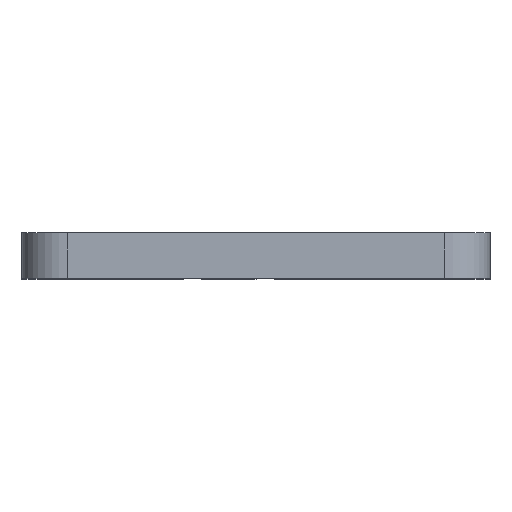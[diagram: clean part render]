
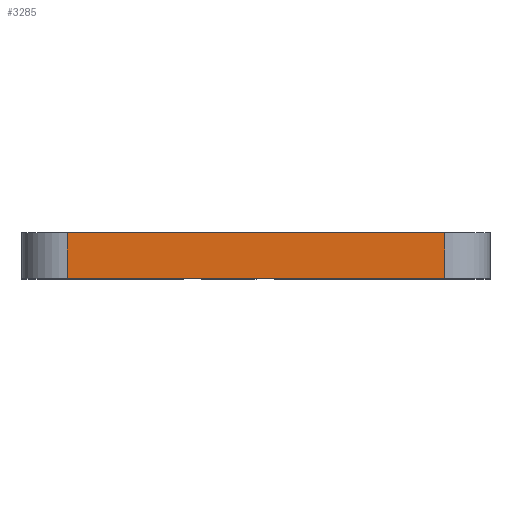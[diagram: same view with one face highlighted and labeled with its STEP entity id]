
A CAD part, top view. The second image highlights one B-rep face of the part: STEP entity #3285.
In plain terms, the highlighted planar face has unit normal (0, 0, 1).
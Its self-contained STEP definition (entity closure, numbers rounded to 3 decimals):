
#112=DIRECTION('',(1.,0.,0.));
#113=VECTOR('',#112,20.8);
#114=CARTESIAN_POINT('',(-10.4,0.,14.4));
#115=LINE('',#114,#113);
#471=DIRECTION('',(1.,0.,0.));
#472=VECTOR('',#471,20.8);
#473=CARTESIAN_POINT('',(-10.4,2.5,14.4));
#474=LINE('',#473,#472);
#860=DIRECTION('',(0.,-1.,0.));
#861=VECTOR('',#860,2.5);
#862=CARTESIAN_POINT('',(-10.4,2.5,14.4));
#863=LINE('',#862,#861);
#864=DIRECTION('',(0.,-1.,0.));
#865=VECTOR('',#864,2.5);
#866=CARTESIAN_POINT('',(10.4,2.5,14.4));
#867=LINE('',#866,#865);
#1990=CARTESIAN_POINT('',(-10.4,0.,14.4));
#1992=VERTEX_POINT('',#1990);
#1996=CARTESIAN_POINT('',(-10.4,2.5,14.4));
#1997=VERTEX_POINT('',#1996);
#1999=CARTESIAN_POINT('',(10.4,0.,14.4));
#2001=VERTEX_POINT('',#1999);
#2002=CARTESIAN_POINT('',(10.4,2.5,14.4));
#2003=VERTEX_POINT('',#2002);
#3273=CARTESIAN_POINT('',(-12.9,0.,14.4));
#3274=DIRECTION('',(0.,0.,1.));
#3275=DIRECTION('',(1.,0.,0.));
#3276=AXIS2_PLACEMENT_3D('',#3273,#3274,#3275);
#3277=PLANE('',#3276);
#3278=ORIENTED_EDGE('',*,*,#3268,.F.);
#3279=ORIENTED_EDGE('',*,*,#3033,.T.);
#3281=ORIENTED_EDGE('',*,*,#3280,.T.);
#3282=ORIENTED_EDGE('',*,*,#2677,.F.);
#3283=EDGE_LOOP('',(#3278,#3279,#3281,#3282));
#3284=FACE_OUTER_BOUND('',#3283,.F.);
#3285=ADVANCED_FACE('',(#3284),#3277,.T.);
#2677=EDGE_CURVE('',#1992,#2001,#115,.T.);
#3033=EDGE_CURVE('',#1997,#2003,#474,.T.);
#3268=EDGE_CURVE('',#1997,#1992,#863,.T.);
#3280=EDGE_CURVE('',#2003,#2001,#867,.T.);
